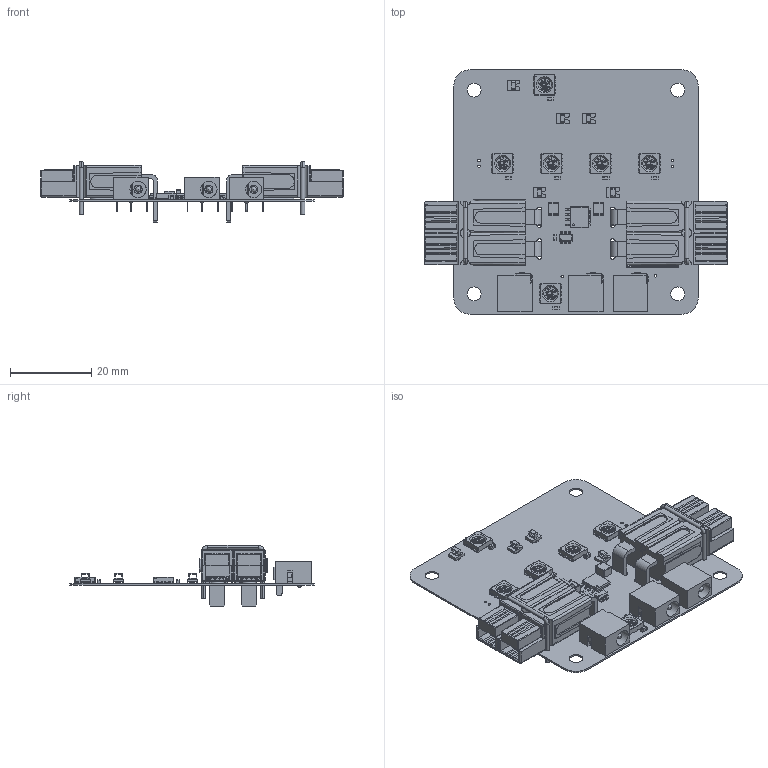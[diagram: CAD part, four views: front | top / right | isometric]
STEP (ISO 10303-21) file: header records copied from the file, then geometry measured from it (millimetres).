
FILE_DESCRIPTION(('Open CASCADE Model'),'2;1');
FILE_NAME('Open CASCADE Shape Model','2023-07-31T20:48:26',('Author'),( 'Open CASCADE'),'Open CASCADE STEP processor 7.5','Open CASCADE 7.5' ,'Unknown');
FILE_SCHEMA(('AUTOMOTIVE_DESIGN { 1 0 10303 214 1 1 1 1 }'));
Length unit declared in the file: millimetre
Products named in the file (76): PCB; Board; Open CASCADE STEP translator 7.5 8.1.1; TP11; 5190TR--3DModel-STEP-630548 Color; 5190_insulation; 5190_assembled contact; Q1; SOT1023 Color; Diepad; SiSubstrate_1; Solder1; 1; 2; Diepad2; Clipsolder_2; 3; U1; SOT23_DBV_TEX-Color; TP5; TP10; TP3; TP2; J9; 54-00125 Color; 54-00125 insulator; 54-00125 spring plate; 54-00125 terminal; 54-00125 terminal 2; 54-00125 center pin; 54-00125 terminal 3; J8; J7; 1336G1 IN HSG - Color Solder Side; 1336G1 IN HSG - Color Connector Side_RGB0; J6; J5; J4; J3; J2 ...
Assembly tree (99 placements, depth 5):
  PCB
    Board
      Open CASCADE STEP translator 7.5 8.1.1
    TP11
      5190TR--3DModel-STEP-630548 Color
        5190_insulation
        5190_assembled contact
    Q1
      SOT1023 Color
        Diepad
        SiSubstrate_1
        Solder1
        1
        2
        Diepad2
        Clipsolder_2
        3
    U1
      SOT23_DBV_TEX-Color
    TP5
      5190TR--3DModel-STEP-630548 Color
        5190_insulation
        5190_assembled contact
    TP10
      5190TR--3DModel-STEP-630548 Color
        5190_insulation
        5190_assembled contact
    TP3
      5190TR--3DModel-STEP-630548 Color
        5190_insulation
        5190_assembled contact
    TP2
      5190TR--3DModel-STEP-630548 Color
        5190_insulation
        5190_assembled contact
    J9
      54-00125 Color
        54-00125 insulator
        54-00125 spring plate
        54-00125 terminal
        54-00125 terminal 2
        54-00125 center pin
        54-00125 terminal 3
    J8
      54-00125 Color
        54-00125 insulator
        54-00125 spring plate
        54-00125 terminal
        54-00125 terminal 2
        54-00125 center pin
        54-00125 terminal 3
    J7
      1336G1 IN HSG - Color Solder Side
      1336G1 IN HSG - Color Connector Side_RGB0
    J6
      1336G1 IN HSG - Color Solder Side
      1336G1 IN HSG - Color Connector Side_RGB0
    J5
      1336G1 IN HSG - Color Solder Side
      1336G1 IN HSG - Color Connector Side_RGB0
Bounding box: 74.21 x 60 x 15.08 mm (x, y, z)
Volume: 7550.1 mm3; surface area: 16505.1 mm2
Topology: 86 solids, 110 shells, 5039 faces, 13578 edges, 8659 vertices
Faces by surface type: plane 3053, cylinder 1505, torus 298, sphere 86, bspline 72, cone 25
Full cylindrical faces by diameter (mm): 0.08 x78, 0.234 x2, 0.4 x1, 0.6 x6, 0.75 x3, 1 x7, 1.27 x4, 1.3 x6, 1.4 x3, 1.45 x6, 2 x3, 3.4 x4, 4 x3
Entity records: 57045 total; most frequent: CARTESIAN_POINT 10569, DIRECTION 8812, ORIENTED_EDGE 8700, EDGE_CURVE 4371, LINE 3194, VECTOR 3194, VERTEX_POINT 2849, AXIS2_PLACEMENT_3D 2809
